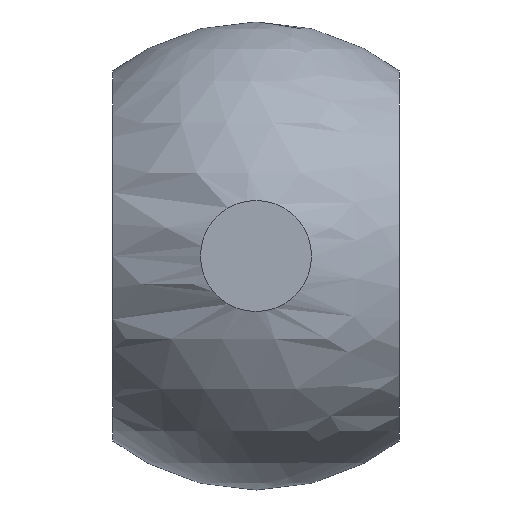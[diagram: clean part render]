
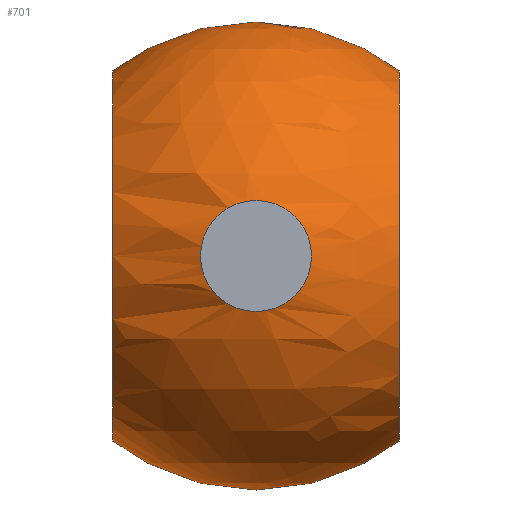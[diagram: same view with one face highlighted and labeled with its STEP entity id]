
A CAD part, front view. The second image highlights one B-rep face of the part: STEP entity #701.
In plain terms, the highlighted spherical face has radius 24.5 mm.
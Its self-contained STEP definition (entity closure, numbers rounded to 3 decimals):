
#648=CARTESIAN_POINT('',(0.,-23.8,-5.815));
#649=VERTEX_POINT('',#648);
#650=CARTESIAN_POINT('',(0.0,-23.8,0.0));
#651=DIRECTION('',(0.0,1.0,0.0));
#652=DIRECTION('',(0.0,0.0,-1.0));
#653=AXIS2_PLACEMENT_3D('',#650,#651,#652);
#654=CIRCLE('',#653,5.815);
#655=EDGE_CURVE('',#649,#649,#654,.T.);
#660=CARTESIAN_POINT('',(0.0,0.0,0.0));
#661=DIRECTION('',(0.0,0.0,1.0));
#662=DIRECTION('',(1.0,0.0,0.0));
#663=AXIS2_PLACEMENT_3D('',#660,#661,#662);
#664=SPHERICAL_SURFACE('',#663,24.5);
#665=ORIENTED_EDGE('',*,*,#655,.T.);
#666=EDGE_LOOP('',(#665));
#667=FACE_OUTER_BOUND('',#666,.T.);
#668=CARTESIAN_POINT('',(15.0,0.0,-19.371));
#669=VERTEX_POINT('',#668);
#670=CARTESIAN_POINT('',(15.0,0.0,0.));
#671=DIRECTION('',(-1.0,0.0,0.0));
#672=DIRECTION('',(0.0,0.0,-1.0));
#673=AXIS2_PLACEMENT_3D('',#670,#671,#672);
#674=CIRCLE('',#673,19.371);
#675=EDGE_CURVE('',#669,#669,#674,.T.);
#676=ORIENTED_EDGE('',*,*,#675,.T.);
#677=EDGE_LOOP('',(#676));
#678=FACE_BOUND('',#677,.T.);
#679=CARTESIAN_POINT('',(-15.0,0.0,19.371));
#680=VERTEX_POINT('',#679);
#681=CARTESIAN_POINT('',(-15.0,0.0,0.0));
#682=DIRECTION('',(1.0,0.0,0.0));
#683=DIRECTION('',(0.0,0.0,1.0));
#684=AXIS2_PLACEMENT_3D('',#681,#682,#683);
#685=CIRCLE('',#684,19.371);
#686=EDGE_CURVE('',#680,#680,#685,.T.);
#687=ORIENTED_EDGE('',*,*,#686,.T.);
#688=EDGE_LOOP('',(#687));
#689=FACE_BOUND('',#688,.T.);
#690=CARTESIAN_POINT('',(0.,20.477,13.451));
#691=VERTEX_POINT('',#690);
#692=CARTESIAN_POINT('',(0.0,20.477,0.0));
#693=DIRECTION('',(0.0,-1.0,0.0));
#694=DIRECTION('',(0.0,0.0,1.0));
#695=AXIS2_PLACEMENT_3D('',#692,#693,#694);
#696=CIRCLE('',#695,13.451);
#697=EDGE_CURVE('',#691,#691,#696,.T.);
#698=ORIENTED_EDGE('',*,*,#697,.T.);
#699=EDGE_LOOP('',(#698));
#700=FACE_BOUND('',#699,.T.);
#701=ADVANCED_FACE('',(#667,#678,#689,#700),#664,.T.);
